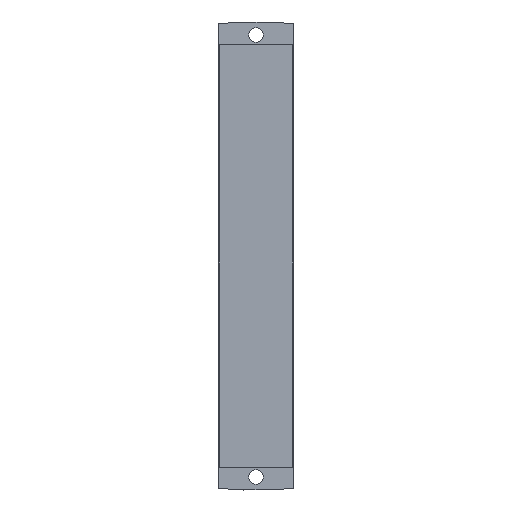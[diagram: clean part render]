
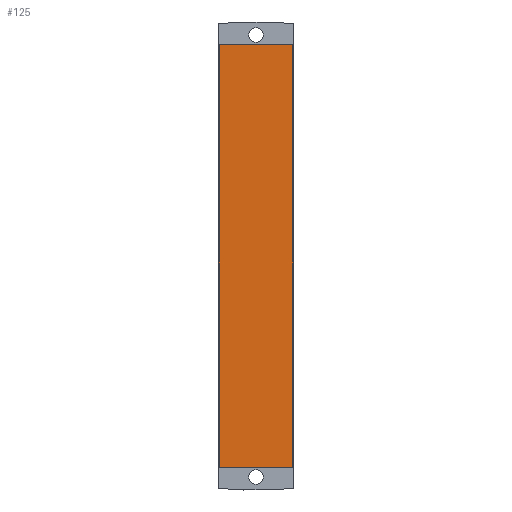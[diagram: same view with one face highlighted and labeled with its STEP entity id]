
A CAD part, top view. The second image highlights one B-rep face of the part: STEP entity #125.
In plain terms, the highlighted planar face has unit normal (0, 0, 1).
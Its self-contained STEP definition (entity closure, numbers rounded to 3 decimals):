
#105=AXIS2_PLACEMENT_3D('Plane Axis2P3D',#102,#103,#104) ;
#49=CARTESIAN_POINT('Vertex',(0.5,226.75,2.1)) ;
#52=CARTESIAN_POINT('Line Origine',(19.25,226.75,2.1)) ;
#56=CARTESIAN_POINT('Vertex',(38.,226.75,2.1)) ;
#87=CARTESIAN_POINT('Vertex',(0.5,11.75,2.1)) ;
#90=CARTESIAN_POINT('Line Origine',(0.5,119.25,2.1)) ;
#102=CARTESIAN_POINT('Axis2P3D Location',(19.25,119.25,2.1)) ;
#107=CARTESIAN_POINT('Line Origine',(19.25,11.75,2.1)) ;
#111=CARTESIAN_POINT('Vertex',(38.,11.75,2.1)) ;
#114=CARTESIAN_POINT('Line Origine',(38.,119.25,2.1)) ;
#53=DIRECTION('Vector Direction',(-1.,0.,0.)) ;
#91=DIRECTION('Vector Direction',(0.,-1.,0.)) ;
#103=DIRECTION('Axis2P3D Direction',(0.,-0.,1.)) ;
#104=DIRECTION('Axis2P3D XDirection',(0.,1.,0.)) ;
#108=DIRECTION('Vector Direction',(1.,0.,0.)) ;
#115=DIRECTION('Vector Direction',(0.,1.,0.)) ;
#54=VECTOR('Line Direction',#53,1.) ;
#92=VECTOR('Line Direction',#91,1.) ;
#109=VECTOR('Line Direction',#108,1.) ;
#116=VECTOR('Line Direction',#115,1.) ;
#120=ORIENTED_EDGE('',*,*,#94,.T.) ;
#121=ORIENTED_EDGE('',*,*,#113,.T.) ;
#122=ORIENTED_EDGE('',*,*,#118,.T.) ;
#123=ORIENTED_EDGE('',*,*,#58,.T.) ;
#125=ADVANCED_FACE('Hauptkoerper',(#124),#106,.T.) ;
#58=EDGE_CURVE('',#57,#50,#55,.T.) ;
#94=EDGE_CURVE('',#50,#88,#93,.T.) ;
#113=EDGE_CURVE('',#88,#112,#110,.T.) ;
#118=EDGE_CURVE('',#112,#57,#117,.T.) ;
#119=EDGE_LOOP('',(#120,#121,#122,#123)) ;
#124=FACE_OUTER_BOUND('',#119,.T.) ;
#55=LINE('Line',#52,#54) ;
#93=LINE('Line',#90,#92) ;
#110=LINE('Line',#107,#109) ;
#117=LINE('Line',#114,#116) ;
#106=PLANE('',#105) ;
#50=VERTEX_POINT('',#49) ;
#57=VERTEX_POINT('',#56) ;
#88=VERTEX_POINT('',#87) ;
#112=VERTEX_POINT('',#111) ;
